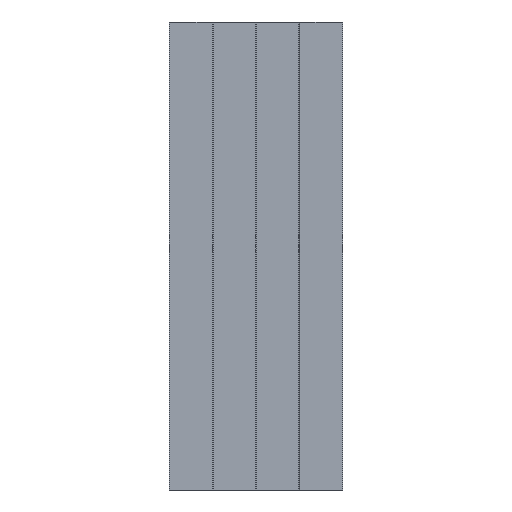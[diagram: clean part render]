
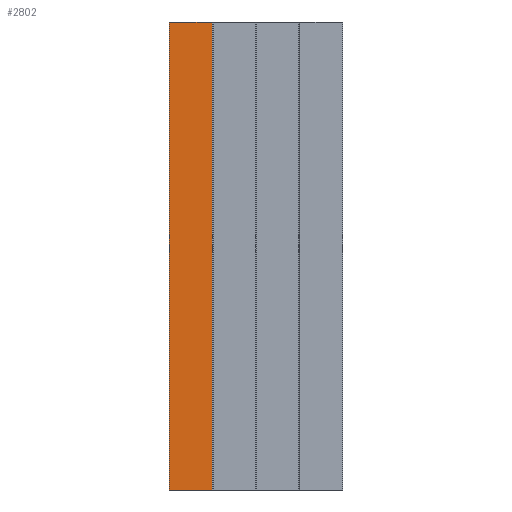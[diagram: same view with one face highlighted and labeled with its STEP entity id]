
A CAD part, left-side view. The second image highlights one B-rep face of the part: STEP entity #2802.
In plain terms, the highlighted planar face has unit normal (-1, 0, 0).
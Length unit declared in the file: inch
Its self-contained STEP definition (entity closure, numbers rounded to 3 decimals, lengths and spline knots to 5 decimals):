
#142=FACE_OUTER_BOUND('',#279,.T.);
#279=EDGE_LOOP('',(#2217,#2218,#2219,#2220));
#573=LINE('',#4118,#819);
#723=LINE('',#4755,#969);
#724=LINE('',#4757,#970);
#725=LINE('',#4758,#971);
#819=VECTOR('',#3222,0.3937);
#969=VECTOR('',#3842,39.37008);
#970=VECTOR('',#3843,39.37008);
#971=VECTOR('',#3844,39.37008);
#1065=VERTEX_POINT('',#4115);
#1066=VERTEX_POINT('',#4117);
#1318=VERTEX_POINT('',#4754);
#1319=VERTEX_POINT('',#4756);
#1349=EDGE_CURVE('',#1066,#1065,#573,.T.);
#1678=EDGE_CURVE('',#1318,#1065,#723,.T.);
#1679=EDGE_CURVE('',#1318,#1319,#724,.T.);
#1680=EDGE_CURVE('',#1319,#1066,#725,.T.);
#2217=ORIENTED_EDGE('',*,*,#1349,.T.);
#2218=ORIENTED_EDGE('',*,*,#1678,.F.);
#2219=ORIENTED_EDGE('',*,*,#1679,.T.);
#2220=ORIENTED_EDGE('',*,*,#1680,.T.);
#2680=PLANE('',#3128);
#2802=ADVANCED_FACE('',(#142),#2680,.T.);
#3128=AXIS2_PLACEMENT_3D('',#4753,#3840,#3841);
#3222=DIRECTION('',(0.,1.,0.));
#3840=DIRECTION('center_axis',(-1.,0.,0.));
#3841=DIRECTION('ref_axis',(0.,0.,1.));
#3842=DIRECTION('',(0.,0.,1.));
#3843=DIRECTION('',(0.,-1.,0.));
#3844=DIRECTION('',(0.,0.,1.));
#4115=CARTESIAN_POINT('',(-0.5,1.,-41.09163));
#4117=CARTESIAN_POINT('',(-0.5,0.505,-41.09163));
#4118=CARTESIAN_POINT('',(-0.5,-0.5,-41.09163));
#4753=CARTESIAN_POINT('Origin',(-0.5,-1.,-46.5));
#4754=CARTESIAN_POINT('',(-0.5,1.,-46.5));
#4755=CARTESIAN_POINT('',(-0.5,1.,-46.5));
#4756=CARTESIAN_POINT('',(-0.5,0.505,-46.5));
#4757=CARTESIAN_POINT('',(-0.5,-1.,-46.5));
#4758=CARTESIAN_POINT('',(-0.5,0.505,-46.5));
